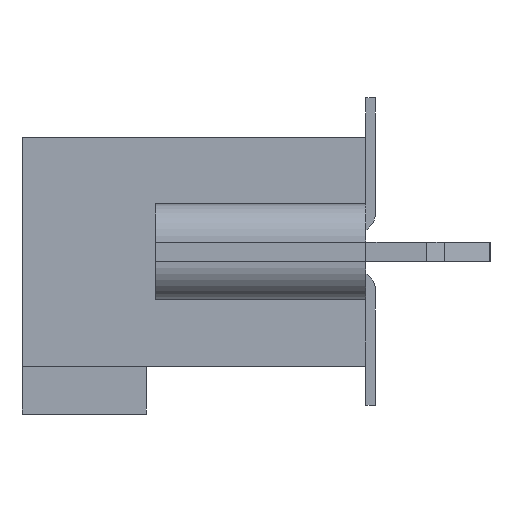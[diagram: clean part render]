
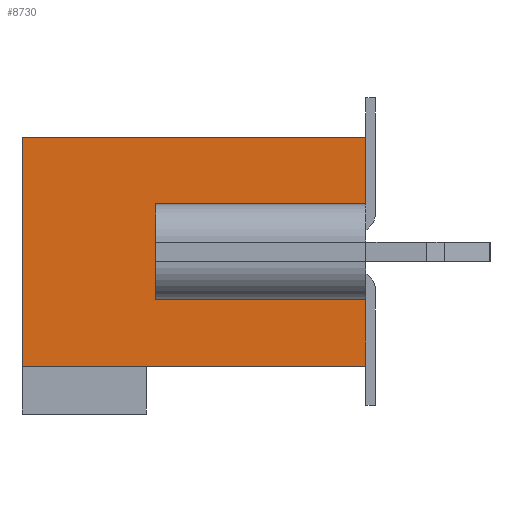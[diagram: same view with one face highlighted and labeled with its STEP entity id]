
A CAD part, left-side view. The second image highlights one B-rep face of the part: STEP entity #8730.
In plain terms, the highlighted planar face has unit normal (-1, 0, 0).
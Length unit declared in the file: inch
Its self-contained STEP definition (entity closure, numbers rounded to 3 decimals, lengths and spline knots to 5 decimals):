
#462=ORIENTED_EDGE('',*,*,#2948,.F.);
#463=ORIENTED_EDGE('',*,*,#2777,.F.);
#464=ORIENTED_EDGE('',*,*,#2805,.T.);
#465=ORIENTED_EDGE('',*,*,#2971,.T.);
#466=ORIENTED_EDGE('',*,*,#2973,.F.);
#467=ORIENTED_EDGE('',*,*,#2958,.F.);
#468=ORIENTED_EDGE('',*,*,#2799,.T.);
#469=ORIENTED_EDGE('',*,*,#2788,.T.);
#2777=EDGE_CURVE('',#4049,#4050,#4897,.T.);
#2788=EDGE_CURVE('',#4061,#4060,#4908,.T.);
#2799=EDGE_CURVE('',#4070,#4061,#4919,.T.);
#2805=EDGE_CURVE('',#4049,#4075,#4923,.T.);
#2948=EDGE_CURVE('',#4050,#4060,#5064,.T.);
#2958=EDGE_CURVE('',#4070,#4219,#5073,.T.);
#2971=EDGE_CURVE('',#4075,#4225,#5083,.T.);
#2973=EDGE_CURVE('',#4219,#4225,#5085,.T.);
#4049=VERTEX_POINT('',#12269);
#4050=VERTEX_POINT('',#12271);
#4060=VERTEX_POINT('',#12292);
#4061=VERTEX_POINT('',#12294);
#4070=VERTEX_POINT('',#12315);
#4075=VERTEX_POINT('',#12325);
#4219=VERTEX_POINT('',#12629);
#4225=VERTEX_POINT('',#12653);
#4897=LINE('',#12270,#6041);
#4908=LINE('',#12293,#6052);
#4919=LINE('',#12314,#6063);
#4923=LINE('',#12326,#6067);
#5064=LINE('',#12611,#6208);
#5073=LINE('',#12628,#6217);
#5083=LINE('',#12654,#6227);
#5085=LINE('',#12658,#6229);
#6041=VECTOR('',#9870,39.37008);
#6052=VECTOR('',#9883,39.37008);
#6063=VECTOR('',#9896,39.37008);
#6067=VECTOR('',#9904,39.37008);
#6208=VECTOR('',#10057,39.37008);
#6217=VECTOR('',#10072,39.37008);
#6227=VECTOR('',#10100,39.37008);
#6229=VECTOR('',#10106,39.37008);
#7224=EDGE_LOOP('',(#462,#463,#464,#465,#466,#467,#468,#469));
#7780=FACE_BOUND('',#7224,.T.);
#8298=PLANE('',#9257);
#8730=ADVANCED_FACE('',(#7780),#8298,.T.);
#9257=AXIS2_PLACEMENT_3D('',#12657,#10104,#10105);
#9870=DIRECTION('',(0.,1.,0.));
#9883=DIRECTION('',(0.,1.,0.));
#9896=DIRECTION('',(0.,0.,1.));
#9904=DIRECTION('',(0.,0.,1.));
#10057=DIRECTION('',(0.,0.,1.));
#10072=DIRECTION('',(0.,1.,0.));
#10100=DIRECTION('',(0.,1.,0.));
#10104=DIRECTION('',(-1.,0.,0.));
#10105=DIRECTION('',(0.,0.,1.));
#10106=DIRECTION('',(0.,0.,-1.));
#12269=CARTESIAN_POINT('',(-0.3825,0.,-0.06));
#12270=CARTESIAN_POINT('',(-0.3825,0.,-0.06));
#12271=CARTESIAN_POINT('',(-0.3825,0.18,-0.06));
#12292=CARTESIAN_POINT('',(-0.3825,0.18,0.06));
#12293=CARTESIAN_POINT('',(-0.3825,0.,0.06));
#12294=CARTESIAN_POINT('',(-0.3825,0.,0.06));
#12314=CARTESIAN_POINT('',(-0.3825,0.,0.025));
#12315=CARTESIAN_POINT('',(-0.3825,0.,0.025));
#12325=CARTESIAN_POINT('',(-0.3825,0.,-0.025));
#12326=CARTESIAN_POINT('',(-0.3825,0.,-0.06));
#12611=CARTESIAN_POINT('',(-0.3825,0.18,-0.06));
#12628=CARTESIAN_POINT('',(-0.3825,0.,0.025));
#12629=CARTESIAN_POINT('',(-0.3825,0.11,0.025));
#12653=CARTESIAN_POINT('',(-0.3825,0.11,-0.025));
#12654=CARTESIAN_POINT('',(-0.3825,0.,-0.025));
#12657=CARTESIAN_POINT('',(-0.3825,0.,-0.06));
#12658=CARTESIAN_POINT('',(-0.3825,0.11,0.12));
